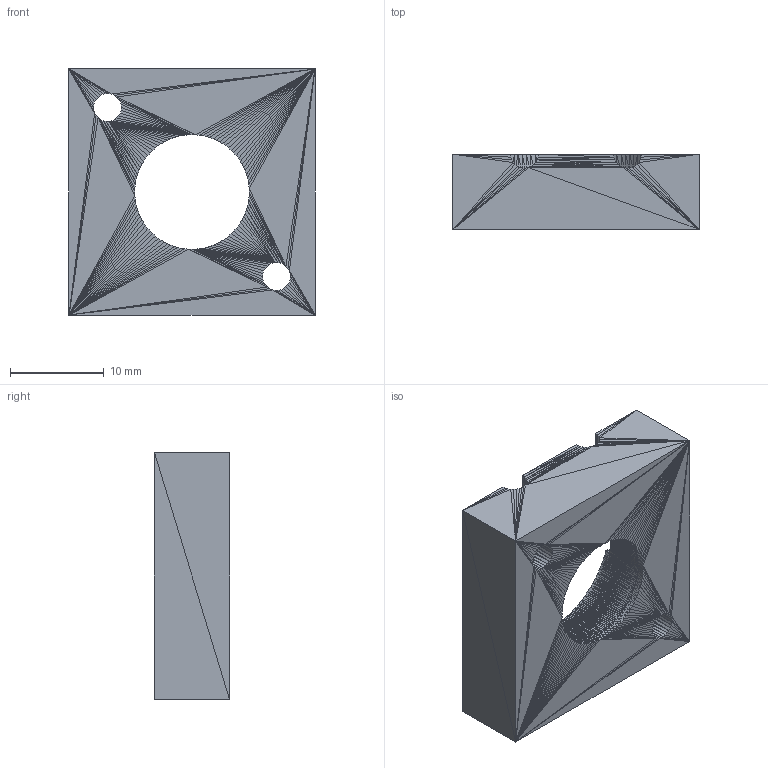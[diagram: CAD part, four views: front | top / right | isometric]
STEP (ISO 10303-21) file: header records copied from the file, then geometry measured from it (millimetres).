
FILE_DESCRIPTION(('FreeCAD Model'),'2;1');
FILE_NAME('X-LED Spacer.step','2022-09-04T15:06:51',('Author'),( ''),'Open CASCADE STEP processor 7.3','FreeCAD','Unknown');
FILE_SCHEMA(('AUTOMOTIVE_DESIGN { 1 0 10303 214 1 1 1 1 }'));
Products named in the file (1): PMMA_Mount001
Bounding box: 26.2 x 8 x 26.2 mm (x, y, z)
Surface area: 2496.6 mm2 (no closed solid volume)
Topology: 0 solids, 1 shells, 3864 faces, 5796 edges, 1928 vertices
Faces by surface type: plane 3864
Entity records: 75369 total; most frequent: DIRECTION 13526, ORIENTED_EDGE 11592, CARTESIAN_POINT 11589, EDGE_CURVE 5796, LINE 5796, VECTOR 5796, AXIS2_PLACEMENT_3D 3865, ADVANCED_FACE 3864
